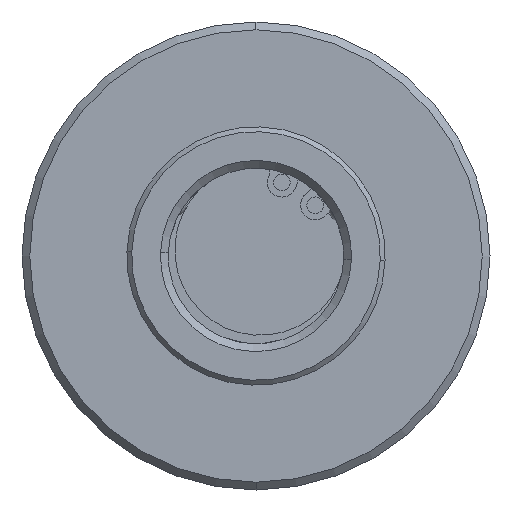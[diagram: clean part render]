
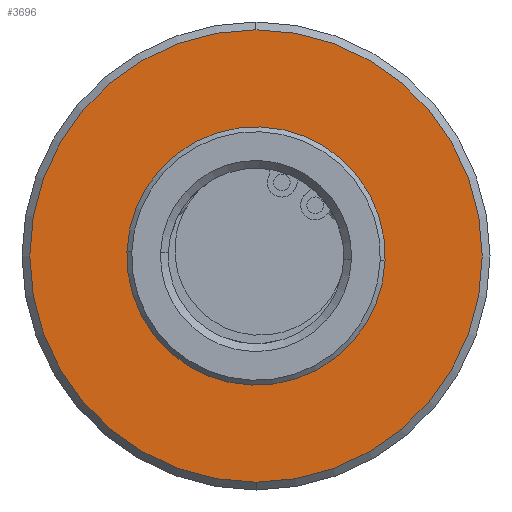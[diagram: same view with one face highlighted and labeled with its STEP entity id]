
A CAD part, left-side view. The second image highlights one B-rep face of the part: STEP entity #3696.
In plain terms, the highlighted planar face has unit normal (-1, 0, 0).
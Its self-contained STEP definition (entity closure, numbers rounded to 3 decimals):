
#171 = ORIENTED_EDGE ( 'NONE', *, *, #3325, .F. ) ;
#182 = ORIENTED_EDGE ( 'NONE', *, *, #3320, .T. ) ;
#193 = ORIENTED_EDGE ( 'NONE', *, *, #3312, .T. ) ;
#196 = ORIENTED_EDGE ( 'NONE', *, *, #3283, .F. ) ;
#219 = AXIS2_PLACEMENT_3D ( 'NONE', #781, #778, #772 ) ;
#274 = CARTESIAN_POINT ( 'NONE',  ( 0., 0., 11.5 ) ) ;
#277 = AXIS2_PLACEMENT_3D ( 'NONE', #839, #835, #834 ) ;
#308 = VERTEX_POINT ( 'NONE', #1909 ) ;
#316 = AXIS2_PLACEMENT_3D ( 'NONE', #914, #910, #909 ) ;
#409 = VERTEX_POINT ( 'NONE', #2216 ) ;
#439 = AXIS2_PLACEMENT_3D ( 'NONE', #491, #526, #472 ) ;
#472 = DIRECTION ( 'NONE',  ( 0., 0., 1. ) ) ;
#478 = PLANE ( 'NONE',  #439 ) ;
#491 = CARTESIAN_POINT ( 'NONE',  ( 0., 23.2, 0. ) ) ;
#526 = DIRECTION ( 'NONE',  ( -1., 0., 0. ) ) ;
#772 = DIRECTION ( 'NONE',  ( 0., 0., -1. ) ) ;
#778 = DIRECTION ( 'NONE',  ( 1., 0., 0. ) ) ;
#781 = CARTESIAN_POINT ( 'NONE',  ( 0., 0., 0. ) ) ;
#790 = DIRECTION ( 'NONE',  ( 0., 0., -1. ) ) ;
#791 = DIRECTION ( 'NONE',  ( 1., 0., 0. ) ) ;
#793 = CARTESIAN_POINT ( 'NONE',  ( 0., 0., 0. ) ) ;
#834 = DIRECTION ( 'NONE',  ( 0., 0., -1. ) ) ;
#835 = DIRECTION ( 'NONE',  ( 1., 0., 0. ) ) ;
#839 = CARTESIAN_POINT ( 'NONE',  ( 0., 0., 0. ) ) ;
#909 = DIRECTION ( 'NONE',  ( 0., 0., -1. ) ) ;
#910 = DIRECTION ( 'NONE',  ( 1., 0., 0. ) ) ;
#914 = CARTESIAN_POINT ( 'NONE',  ( 0., 0., 0. ) ) ;
#1199 = FACE_OUTER_BOUND ( 'NONE', #2645, .T. ) ;
#1208 = FACE_BOUND ( 'NONE', #2611, .T. ) ;
#1280 = CIRCLE ( 'NONE', #219, 23.2 ) ;
#1283 = CIRCLE ( 'NONE', #1669, 11.5 ) ;
#1296 = CIRCLE ( 'NONE', #277, 11.5 ) ;
#1385 = CIRCLE ( 'NONE', #316, 23.2 ) ;
#1669 = AXIS2_PLACEMENT_3D ( 'NONE', #793, #791, #790 ) ;
#1909 = CARTESIAN_POINT ( 'NONE',  ( 0., 0., -11.5 ) ) ;
#2216 = CARTESIAN_POINT ( 'NONE',  ( 0., 0., 23.2 ) ) ;
#2611 = EDGE_LOOP ( 'NONE', ( #193, #182 ) ) ;
#2645 = EDGE_LOOP ( 'NONE', ( #196, #171 ) ) ;
#2683 = VERTEX_POINT ( 'NONE', #3184 ) ;
#3184 = CARTESIAN_POINT ( 'NONE',  ( 0., 0., -23.2 ) ) ;
#3283 = EDGE_CURVE ( 'NONE', #2683, #409, #1385, .T. ) ;
#3312 = EDGE_CURVE ( 'NONE', #308, #3895, #1296, .T. ) ;
#3320 = EDGE_CURVE ( 'NONE', #3895, #308, #1283, .T. ) ;
#3325 = EDGE_CURVE ( 'NONE', #409, #2683, #1280, .T. ) ;
#3696 = ADVANCED_FACE ( 'NONE', ( #1208, #1199 ), #478, .T. ) ;
#3895 = VERTEX_POINT ( 'NONE', #274 ) ;
